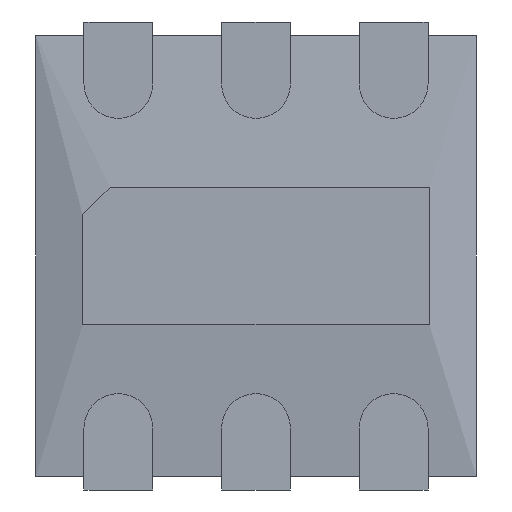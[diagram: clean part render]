
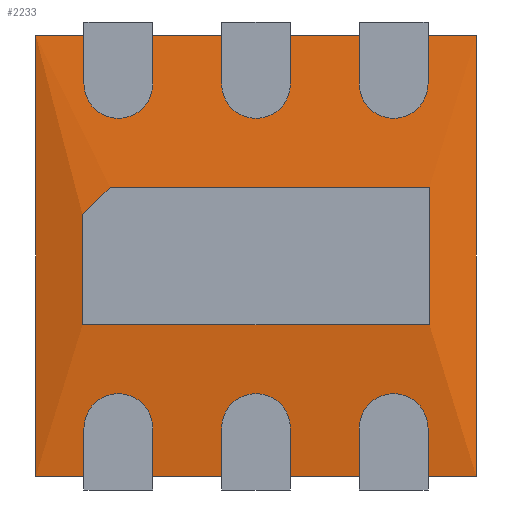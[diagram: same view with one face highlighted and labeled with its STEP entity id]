
A CAD part, front view. The second image highlights one B-rep face of the part: STEP entity #2233.
In plain terms, the highlighted planar face has unit normal (0, -1, 0).
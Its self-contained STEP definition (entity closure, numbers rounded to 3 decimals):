
#2034 = CARTESIAN_POINT ( 'NONE',  ( -0.8, 0.05, -0.8 ) ) ;
#2035 = VERTEX_POINT ( 'NONE', #2034 ) ;
#2036 = CARTESIAN_POINT ( 'NONE',  ( -0.8, 0.05, 0.8 ) ) ;
#2037 = VERTEX_POINT ( 'NONE', #2036 ) ;
#2038 = CARTESIAN_POINT ( 'NONE',  ( -0.8, 0.05, 0.8 ) ) ;
#2039 = DIRECTION ( 'NONE',  ( 0., 0., 1. ) ) ;
#2040 = VECTOR ( 'NONE', #2039, 1000. ) ;
#2041 = LINE ( 'NONE', #2038, #2040 ) ;
#2042 = EDGE_CURVE ( 'NONE', #2035, #2037, #2041, .T. ) ;
#2074 = CARTESIAN_POINT ( 'NONE',  ( 0.8, 0.05, 0.8 ) ) ;
#2075 = VERTEX_POINT ( 'NONE', #2074 ) ;
#2076 = CARTESIAN_POINT ( 'NONE',  ( 0.8, 0.05, 0.8 ) ) ;
#2077 = DIRECTION ( 'NONE',  ( 1., 0., 0. ) ) ;
#2078 = VECTOR ( 'NONE', #2077, 1000. ) ;
#2079 = LINE ( 'NONE', #2076, #2078 ) ;
#2080 = EDGE_CURVE ( 'NONE', #2037, #2075, #2079, .T. ) ;
#2105 = CARTESIAN_POINT ( 'NONE',  ( 0.8, 0.05, -0.8 ) ) ;
#2106 = VERTEX_POINT ( 'NONE', #2105 ) ;
#2107 = CARTESIAN_POINT ( 'NONE',  ( 0.8, 0.05, 0.8 ) ) ;
#2108 = DIRECTION ( 'NONE',  ( 0., 0., -1. ) ) ;
#2109 = VECTOR ( 'NONE', #2108, 1000. ) ;
#2110 = LINE ( 'NONE', #2107, #2109 ) ;
#2111 = EDGE_CURVE ( 'NONE', #2075, #2106, #2110, .T. ) ;
#2136 = CARTESIAN_POINT ( 'NONE',  ( 0.8, 0.05, -0.8 ) ) ;
#2137 = DIRECTION ( 'NONE',  ( -1., 0., 0. ) ) ;
#2138 = VECTOR ( 'NONE', #2137, 1000. ) ;
#2139 = LINE ( 'NONE', #2136, #2138 ) ;
#2140 = EDGE_CURVE ( 'NONE', #2106, #2035, #2139, .T. ) ;
#2180 = CARTESIAN_POINT ( 'NONE',  ( 0.63, 0., -0.25 ) ) ;
#2181 = VERTEX_POINT ( 'NONE', #2180 ) ;
#2182 = CARTESIAN_POINT ( 'NONE',  ( 0.63, 0., 0.25 ) ) ;
#2183 = VERTEX_POINT ( 'NONE', #2182 ) ;
#2184 = CARTESIAN_POINT ( 'NONE',  ( 0.63, 0., -0.25 ) ) ;
#2185 = DIRECTION ( 'NONE',  ( 0., 0., 1. ) ) ;
#2186 = VECTOR ( 'NONE', #2185, 1000. ) ;
#2187 = LINE ( 'NONE', #2184, #2186 ) ;
#2188 = EDGE_CURVE ( 'NONE', #2181, #2183, #2187, .T. ) ;
#2189 = ORIENTED_EDGE ( 'NONE', *, *, #2188, .F. ) ;
#2190 = CARTESIAN_POINT ( 'NONE',  ( -0.63, 0., -0.25 ) ) ;
#2191 = VERTEX_POINT ( 'NONE', #2190 ) ;
#2192 = CARTESIAN_POINT ( 'NONE',  ( -0.63, 0., -0.25 ) ) ;
#2193 = DIRECTION ( 'NONE',  ( 1., 0., 0. ) ) ;
#2194 = VECTOR ( 'NONE', #2193, 1000. ) ;
#2195 = LINE ( 'NONE', #2192, #2194 ) ;
#2196 = EDGE_CURVE ( 'NONE', #2191, #2181, #2195, .T. ) ;
#2197 = ORIENTED_EDGE ( 'NONE', *, *, #2196, .F. ) ;
#2198 = CARTESIAN_POINT ( 'NONE',  ( -0.63, 0., 0.15 ) ) ;
#2199 = VERTEX_POINT ( 'NONE', #2198 ) ;
#2200 = CARTESIAN_POINT ( 'NONE',  ( -0.63, 0., -0.25 ) ) ;
#2201 = DIRECTION ( 'NONE',  ( 0., 0., -1. ) ) ;
#2202 = VECTOR ( 'NONE', #2201, 1000. ) ;
#2203 = LINE ( 'NONE', #2200, #2202 ) ;
#2204 = EDGE_CURVE ( 'NONE', #2199, #2191, #2203, .T. ) ;
#2205 = ORIENTED_EDGE ( 'NONE', *, *, #2204, .F. ) ;
#2206 = CARTESIAN_POINT ( 'NONE',  ( -0.53, 0., 0.25 ) ) ;
#2207 = VERTEX_POINT ( 'NONE', #2206 ) ;
#2208 = CARTESIAN_POINT ( 'NONE',  ( -0.63, 0., 0.15 ) ) ;
#2209 = DIRECTION ( 'NONE',  ( 0.707, 0., 0.707 ) ) ;
#2210 = VECTOR ( 'NONE', #2209, 1000. ) ;
#2211 = LINE ( 'NONE', #2208, #2210 ) ;
#2212 = EDGE_CURVE ( 'NONE', #2199, #2207, #2211, .T. ) ;
#2213 = ORIENTED_EDGE ( 'NONE', *, *, #2212, .T. ) ;
#2214 = CARTESIAN_POINT ( 'NONE',  ( -0.63, 0., 0.25 ) ) ;
#2215 = DIRECTION ( 'NONE',  ( -1., 0., 0. ) ) ;
#2216 = VECTOR ( 'NONE', #2215, 1000. ) ;
#2217 = LINE ( 'NONE', #2214, #2216 ) ;
#2218 = EDGE_CURVE ( 'NONE', #2183, #2207, #2217, .T. ) ;
#2219 = ORIENTED_EDGE ( 'NONE', *, *, #2218, .F. ) ;
#2220 = EDGE_LOOP ( 'NONE', ( #2189, #2197, #2205, #2213, #2219 ) ) ;
#2221 = FACE_BOUND ( 'NONE', #2220, .T. ) ;
#2222 = ORIENTED_EDGE ( 'NONE', *, *, #2042, .F. ) ;
#2223 = ORIENTED_EDGE ( 'NONE', *, *, #2140, .F. ) ;
#2224 = ORIENTED_EDGE ( 'NONE', *, *, #2111, .F. ) ;
#2225 = ORIENTED_EDGE ( 'NONE', *, *, #2080, .F. ) ;
#2226 = EDGE_LOOP ( 'NONE', ( #2222, #2223, #2224, #2225 ) ) ;
#2227 = FACE_OUTER_BOUND ( 'NONE', #2226, .T. ) ;
#2228 = CARTESIAN_POINT ( 'NONE',  ( 0., 0.05, 0. ) ) ;
#2229 = DIRECTION ( 'NONE',  ( 0., 1., 0. ) ) ;
#2230 = DIRECTION ( 'NONE',  ( 0., 0., 1. ) ) ;
#2231 = AXIS2_PLACEMENT_3D ( 'NONE', #2228, #2229, #2230 ) ;
#2232 = PLANE ( 'NONE', #2231 ) ;
#2233 = ADVANCED_FACE ( 'NONE', ( #2221, #2227 ), #2232, .F. ) ;
